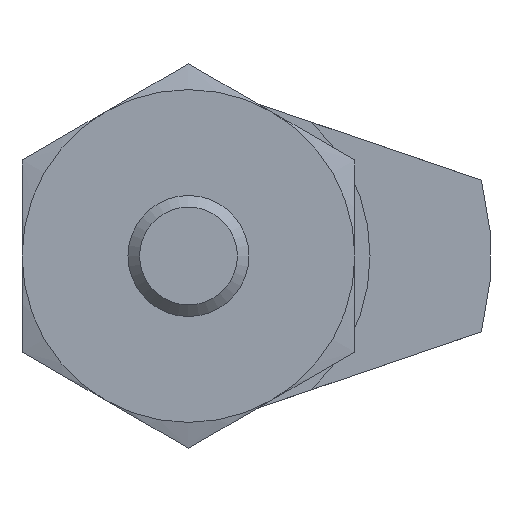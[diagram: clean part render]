
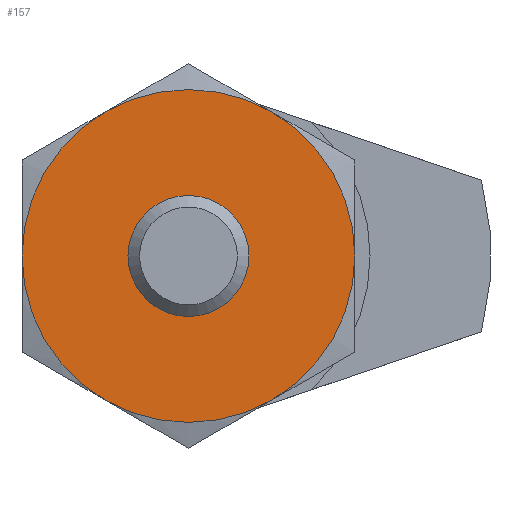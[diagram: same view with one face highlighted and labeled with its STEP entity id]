
A CAD part, front view. The second image highlights one B-rep face of the part: STEP entity #157.
In plain terms, the highlighted planar face has unit normal (0, -1, 0).
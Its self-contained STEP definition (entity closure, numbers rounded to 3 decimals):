
#157 = ADVANCED_FACE( '', ( #324, #325 ), #326, .F. );
#324 = FACE_BOUND( '', #487, .T. );
#325 = FACE_OUTER_BOUND( '', #488, .T. );
#326 = PLANE( '', #489 );
#487 = EDGE_LOOP( '', ( #841 ) );
#488 = EDGE_LOOP( '', ( #842, #843, #844, #845, #846, #847 ) );
#489 = AXIS2_PLACEMENT_3D( '', #848, #849, #850 );
#841 = ORIENTED_EDGE( '', *, *, #984, .F. );
#842 = ORIENTED_EDGE( '', *, *, #876, .T. );
#843 = ORIENTED_EDGE( '', *, *, #953, .T. );
#844 = ORIENTED_EDGE( '', *, *, #1005, .T. );
#845 = ORIENTED_EDGE( '', *, *, #874, .T. );
#846 = ORIENTED_EDGE( '', *, *, #1002, .T. );
#847 = ORIENTED_EDGE( '', *, *, #883, .T. );
#848 = CARTESIAN_POINT( '', ( 11., 0., 0. ) );
#849 = DIRECTION( '', ( 0., 1., 0. ) );
#850 = DIRECTION( '', ( 0., 0., 1. ) );
#874 = EDGE_CURVE( '', #1010, #1013, #1015, .T. );
#876 = EDGE_CURVE( '', #1017, #1018, #1019, .T. );
#883 = EDGE_CURVE( '', #1029, #1017, #1030, .T. );
#953 = EDGE_CURVE( '', #1018, #1138, #1139, .T. );
#984 = EDGE_CURVE( '', #1180, #1180, #1181, .T. );
#1002 = EDGE_CURVE( '', #1013, #1029, #1201, .T. );
#1005 = EDGE_CURVE( '', #1138, #1010, #1204, .T. );
#1010 = VERTEX_POINT( '', #1209 );
#1013 = VERTEX_POINT( '', #1217 );
#1015 = CIRCLE( '', #1224, 11. );
#1017 = VERTEX_POINT( '', #1226 );
#1018 = VERTEX_POINT( '', #1227 );
#1019 = CIRCLE( '', #1228, 11. );
#1029 = VERTEX_POINT( '', #1248 );
#1030 = CIRCLE( '', #1249, 11. );
#1138 = VERTEX_POINT( '', #1474 );
#1139 = CIRCLE( '', #1475, 11. );
#1180 = VERTEX_POINT( '', #1541 );
#1181 = CIRCLE( '', #1542, 3. );
#1201 = CIRCLE( '', #1576, 11. );
#1204 = CIRCLE( '', #1579, 11. );
#1209 = CARTESIAN_POINT( '', ( -5.5, 0., 9.526 ) );
#1217 = CARTESIAN_POINT( '', ( -11., 0., 0. ) );
#1224 = AXIS2_PLACEMENT_3D( '', #1583, #1584, #1585 );
#1226 = CARTESIAN_POINT( '', ( 5.5, 0., -9.526 ) );
#1227 = CARTESIAN_POINT( '', ( 11., 0., 0. ) );
#1228 = AXIS2_PLACEMENT_3D( '', #1586, #1587, #1588 );
#1248 = CARTESIAN_POINT( '', ( -5.5, 0., -9.526 ) );
#1249 = AXIS2_PLACEMENT_3D( '', #1595, #1596, #1597 );
#1474 = CARTESIAN_POINT( '', ( 5.5, 0., 9.526 ) );
#1475 = AXIS2_PLACEMENT_3D( '', #1663, #1664, #1665 );
#1541 = CARTESIAN_POINT( '', ( 0., 0., -3. ) );
#1542 = AXIS2_PLACEMENT_3D( '', #1691, #1692, #1693 );
#1576 = AXIS2_PLACEMENT_3D( '', #1704, #1705, #1706 );
#1579 = AXIS2_PLACEMENT_3D( '', #1707, #1708, #1709 );
#1583 = CARTESIAN_POINT( '', ( 0., 0., 0. ) );
#1584 = DIRECTION( '', ( 0., -1., 0. ) );
#1585 = DIRECTION( '', ( 0., 0., -1. ) );
#1586 = CARTESIAN_POINT( '', ( 0., 0., 0. ) );
#1587 = DIRECTION( '', ( 0., -1., 0. ) );
#1588 = DIRECTION( '', ( 0., 0., -1. ) );
#1595 = CARTESIAN_POINT( '', ( 0., 0., 0. ) );
#1596 = DIRECTION( '', ( 0., -1., 0. ) );
#1597 = DIRECTION( '', ( 0., 0., -1. ) );
#1663 = CARTESIAN_POINT( '', ( 0., 0., 0. ) );
#1664 = DIRECTION( '', ( 0., -1., 0. ) );
#1665 = DIRECTION( '', ( 0., 0., -1. ) );
#1691 = CARTESIAN_POINT( '', ( 0., 0., 0. ) );
#1692 = DIRECTION( '', ( 0., -1., 0. ) );
#1693 = DIRECTION( '', ( 0., 0., -1. ) );
#1704 = CARTESIAN_POINT( '', ( 0., 0., 0. ) );
#1705 = DIRECTION( '', ( 0., -1., 0. ) );
#1706 = DIRECTION( '', ( 0., 0., -1. ) );
#1707 = CARTESIAN_POINT( '', ( 0., 0., 0. ) );
#1708 = DIRECTION( '', ( 0., -1., 0. ) );
#1709 = DIRECTION( '', ( 0., 0., -1. ) );
